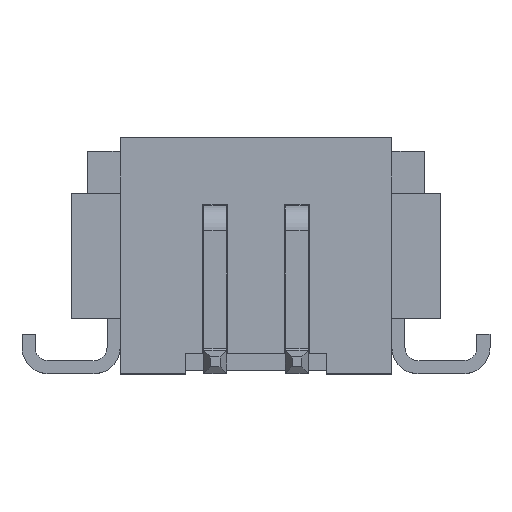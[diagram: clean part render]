
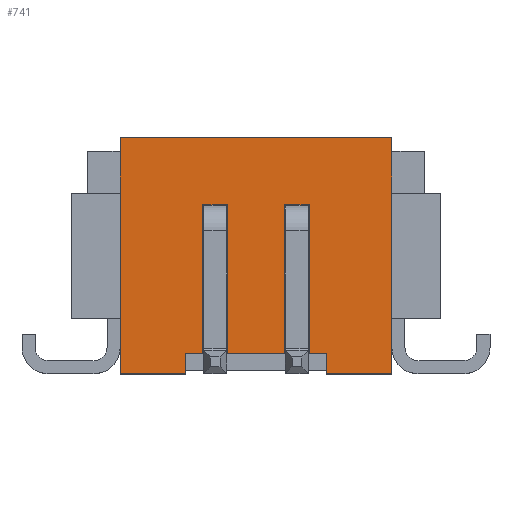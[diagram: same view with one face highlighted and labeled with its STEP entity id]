
A CAD part, top view. The second image highlights one B-rep face of the part: STEP entity #741.
In plain terms, the highlighted face is planar.
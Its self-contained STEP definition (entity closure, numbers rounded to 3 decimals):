
#82 = VECTOR ( 'NONE', #696, 1000. ) ;
#126 = FACE_OUTER_BOUND ( 'NONE', #4107, .T. ) ;
#131 = DIRECTION ( 'NONE',  ( 0., 0., 1. ) ) ;
#140 = VECTOR ( 'NONE', #2497, 1000. ) ;
#164 = CARTESIAN_POINT ( 'NONE',  ( -0.437, 0., -1.58 ) ) ;
#182 = VECTOR ( 'NONE', #1739, 1000. ) ;
#183 = CARTESIAN_POINT ( 'NONE',  ( -0.437, 0., -0.558 ) ) ;
#194 = AXIS2_PLACEMENT_3D ( 'NONE', #1303, #626, #3337 ) ;
#215 = DIRECTION ( 'NONE',  ( -1., 0., 0. ) ) ;
#239 = VECTOR ( 'NONE', #2526, 1000. ) ;
#254 = CARTESIAN_POINT ( 'NONE',  ( 2.075, 0., 2.02 ) ) ;
#283 = CARTESIAN_POINT ( 'NONE',  ( 1.081, 0., 2.02 ) ) ;
#360 = VERTEX_POINT ( 'NONE', #2725 ) ;
#382 = CARTESIAN_POINT ( 'NONE',  ( -2.075, 0., 2.02 ) ) ;
#390 = LINE ( 'NONE', #4045, #872 ) ;
#464 = CARTESIAN_POINT ( 'NONE',  ( -2.075, 0., -0.558 ) ) ;
#500 = CARTESIAN_POINT ( 'NONE',  ( 2.075, 0., -1.58 ) ) ;
#562 = ORIENTED_EDGE ( 'NONE', *, *, #3944, .T. ) ;
#626 = DIRECTION ( 'NONE',  ( 0., -1., 0. ) ) ;
#682 = DIRECTION ( 'NONE',  ( 0., 0., -1. ) ) ;
#696 = DIRECTION ( 'NONE',  ( -1., 0., 0. ) ) ;
#716 = CARTESIAN_POINT ( 'NONE',  ( -1.081, 0., 2.02 ) ) ;
#733 = ORIENTED_EDGE ( 'NONE', *, *, #1571, .T. ) ;
#740 = LINE ( 'NONE', #3373, #1585 ) ;
#741 = ADVANCED_FACE ( 'NONE', ( #126 ), #2557, .T. ) ;
#752 = LINE ( 'NONE', #837, #2213 ) ;
#759 = LINE ( 'NONE', #2858, #3868 ) ;
#837 = CARTESIAN_POINT ( 'NONE',  ( 0.437, 0., -1.58 ) ) ;
#872 = VECTOR ( 'NONE', #4017, 1000. ) ;
#962 = CARTESIAN_POINT ( 'NONE',  ( 1.081, 0., 1.72 ) ) ;
#1100 = DIRECTION ( 'NONE',  ( 1., 0., 0. ) ) ;
#1123 = VECTOR ( 'NONE', #2069, 1000. ) ;
#1125 = LINE ( 'NONE', #4299, #3293 ) ;
#1134 = EDGE_CURVE ( 'NONE', #1730, #2247, #3762, .T. ) ;
#1135 = VERTEX_POINT ( 'NONE', #500 ) ;
#1191 = VERTEX_POINT ( 'NONE', #3893 ) ;
#1247 = EDGE_CURVE ( 'NONE', #2247, #1191, #4279, .T. ) ;
#1303 = CARTESIAN_POINT ( 'NONE',  ( -2.075, 0., -1.58 ) ) ;
#1328 = CARTESIAN_POINT ( 'NONE',  ( 0.813, 0., 1.72 ) ) ;
#1374 = EDGE_CURVE ( 'NONE', #3210, #3738, #3659, .T. ) ;
#1511 = VERTEX_POINT ( 'NONE', #1328 ) ;
#1520 = CARTESIAN_POINT ( 'NONE',  ( 0.437, 0., -0.558 ) ) ;
#1539 = CARTESIAN_POINT ( 'NONE',  ( -1.081, 0., 1.72 ) ) ;
#1555 = EDGE_CURVE ( 'NONE', #1191, #360, #3805, .T. ) ;
#1571 = EDGE_CURVE ( 'NONE', #1135, #2939, #390, .T. ) ;
#1585 = VECTOR ( 'NONE', #2741, 1000. ) ;
#1717 = CARTESIAN_POINT ( 'NONE',  ( 1.081, 0., 1.72 ) ) ;
#1723 = CARTESIAN_POINT ( 'NONE',  ( 1.081, 0., 2.02 ) ) ;
#1730 = VERTEX_POINT ( 'NONE', #2112 ) ;
#1735 = LINE ( 'NONE', #3153, #3688 ) ;
#1739 = DIRECTION ( 'NONE',  ( 0., 0., -1. ) ) ;
#1751 = VECTOR ( 'NONE', #3404, 1000. ) ;
#1754 = CARTESIAN_POINT ( 'NONE',  ( -2.075, 0., 2.02 ) ) ;
#1774 = EDGE_CURVE ( 'NONE', #1835, #1999, #752, .T. ) ;
#1785 = LINE ( 'NONE', #1754, #2512 ) ;
#1830 = ORIENTED_EDGE ( 'NONE', *, *, #1134, .T. ) ;
#1835 = VERTEX_POINT ( 'NONE', #1520 ) ;
#1848 = CARTESIAN_POINT ( 'NONE',  ( 0.437, 0., 1.72 ) ) ;
#1856 = LINE ( 'NONE', #3761, #182 ) ;
#1871 = VECTOR ( 'NONE', #4282, 1000. ) ;
#1999 = VERTEX_POINT ( 'NONE', #1848 ) ;
#2003 = ORIENTED_EDGE ( 'NONE', *, *, #1555, .T. ) ;
#2069 = DIRECTION ( 'NONE',  ( 0., 0., 1. ) ) ;
#2087 = DIRECTION ( 'NONE',  ( -1., 0., 0. ) ) ;
#2097 = ORIENTED_EDGE ( 'NONE', *, *, #2943, .T. ) ;
#2108 = LINE ( 'NONE', #962, #3188 ) ;
#2112 = CARTESIAN_POINT ( 'NONE',  ( -0.437, 0., 1.72 ) ) ;
#2213 = VECTOR ( 'NONE', #131, 1000. ) ;
#2247 = VERTEX_POINT ( 'NONE', #183 ) ;
#2255 = ORIENTED_EDGE ( 'NONE', *, *, #2699, .F. ) ;
#2283 = ORIENTED_EDGE ( 'NONE', *, *, #1374, .T. ) ;
#2344 = ORIENTED_EDGE ( 'NONE', *, *, #2688, .T. ) ;
#2497 = DIRECTION ( 'NONE',  ( 0., 0., -1. ) ) ;
#2512 = VECTOR ( 'NONE', #2087, 1000. ) ;
#2526 = DIRECTION ( 'NONE',  ( -1., 0., 0. ) ) ;
#2557 = PLANE ( 'NONE',  #194 ) ;
#2561 = VECTOR ( 'NONE', #682, 1000. ) ;
#2632 = DIRECTION ( 'NONE',  ( -1., 0., 0. ) ) ;
#2688 = EDGE_CURVE ( 'NONE', #3099, #1835, #740, .T. ) ;
#2689 = CARTESIAN_POINT ( 'NONE',  ( -0.813, 0., -1.58 ) ) ;
#2698 = LINE ( 'NONE', #1723, #1123 ) ;
#2699 = EDGE_CURVE ( 'NONE', #3106, #3538, #3377, .T. ) ;
#2725 = CARTESIAN_POINT ( 'NONE',  ( -0.813, 0., 1.72 ) ) ;
#2741 = DIRECTION ( 'NONE',  ( -1., 0., 0. ) ) ;
#2848 = EDGE_CURVE ( 'NONE', #1511, #3099, #1856, .T. ) ;
#2858 = CARTESIAN_POINT ( 'NONE',  ( 1.081, 0., 1.72 ) ) ;
#2931 = VERTEX_POINT ( 'NONE', #283 ) ;
#2932 = EDGE_CURVE ( 'NONE', #1999, #1730, #2108, .T. ) ;
#2939 = VERTEX_POINT ( 'NONE', #254 ) ;
#2943 = EDGE_CURVE ( 'NONE', #3106, #3210, #1125, .T. ) ;
#2945 = CARTESIAN_POINT ( 'NONE',  ( -2.075, 0., -1.58 ) ) ;
#3034 = ORIENTED_EDGE ( 'NONE', *, *, #4224, .T. ) ;
#3099 = VERTEX_POINT ( 'NONE', #4055 ) ;
#3106 = VERTEX_POINT ( 'NONE', #3395 ) ;
#3118 = ORIENTED_EDGE ( 'NONE', *, *, #2848, .T. ) ;
#3137 = LINE ( 'NONE', #1717, #82 ) ;
#3149 = EDGE_CURVE ( 'NONE', #3748, #2931, #2698, .T. ) ;
#3153 = CARTESIAN_POINT ( 'NONE',  ( -2.075, 0., -1.58 ) ) ;
#3188 = VECTOR ( 'NONE', #3341, 1000. ) ;
#3210 = VERTEX_POINT ( 'NONE', #382 ) ;
#3293 = VECTOR ( 'NONE', #2632, 1000. ) ;
#3335 = ORIENTED_EDGE ( 'NONE', *, *, #1774, .T. ) ;
#3337 = DIRECTION ( 'NONE',  ( 0., 0., -1. ) ) ;
#3341 = DIRECTION ( 'NONE',  ( -1., 0., 0. ) ) ;
#3357 = CARTESIAN_POINT ( 'NONE',  ( 1.081, 0., 1.72 ) ) ;
#3373 = CARTESIAN_POINT ( 'NONE',  ( -2.075, 0., -0.558 ) ) ;
#3377 = LINE ( 'NONE', #716, #2561 ) ;
#3395 = CARTESIAN_POINT ( 'NONE',  ( -1.081, 0., 2.02 ) ) ;
#3396 = EDGE_CURVE ( 'NONE', #3738, #1135, #1735, .T. ) ;
#3404 = DIRECTION ( 'NONE',  ( 0., 0., 1. ) ) ;
#3459 = ORIENTED_EDGE ( 'NONE', *, *, #3149, .F. ) ;
#3461 = EDGE_CURVE ( 'NONE', #2939, #2931, #1785, .T. ) ;
#3538 = VERTEX_POINT ( 'NONE', #1539 ) ;
#3581 = ORIENTED_EDGE ( 'NONE', *, *, #2932, .T. ) ;
#3626 = CARTESIAN_POINT ( 'NONE',  ( -2.075, 0., -1.58 ) ) ;
#3659 = LINE ( 'NONE', #3626, #1871 ) ;
#3688 = VECTOR ( 'NONE', #1100, 1000. ) ;
#3738 = VERTEX_POINT ( 'NONE', #2945 ) ;
#3748 = VERTEX_POINT ( 'NONE', #3357 ) ;
#3761 = CARTESIAN_POINT ( 'NONE',  ( 0.813, 0., -1.58 ) ) ;
#3762 = LINE ( 'NONE', #164, #140 ) ;
#3805 = LINE ( 'NONE', #2689, #1751 ) ;
#3868 = VECTOR ( 'NONE', #215, 1000. ) ;
#3893 = CARTESIAN_POINT ( 'NONE',  ( -0.813, 0., -0.558 ) ) ;
#3944 = EDGE_CURVE ( 'NONE', #3748, #1511, #3137, .T. ) ;
#4017 = DIRECTION ( 'NONE',  ( 0., 0., 1. ) ) ;
#4030 = ORIENTED_EDGE ( 'NONE', *, *, #3396, .T. ) ;
#4045 = CARTESIAN_POINT ( 'NONE',  ( 2.075, 0., 2.02 ) ) ;
#4055 = CARTESIAN_POINT ( 'NONE',  ( 0.813, 0., -0.558 ) ) ;
#4107 = EDGE_LOOP ( 'NONE', ( #3459, #562, #3118, #2344, #3335, #3581, #1830, #4217, #2003, #3034, #2255, #2097, #2283, #4030, #733, #4206 ) ) ;
#4206 = ORIENTED_EDGE ( 'NONE', *, *, #3461, .T. ) ;
#4217 = ORIENTED_EDGE ( 'NONE', *, *, #1247, .T. ) ;
#4224 = EDGE_CURVE ( 'NONE', #360, #3538, #759, .T. ) ;
#4279 = LINE ( 'NONE', #464, #239 ) ;
#4282 = DIRECTION ( 'NONE',  ( 0., 0., -1. ) ) ;
#4299 = CARTESIAN_POINT ( 'NONE',  ( -2.075, 0., 2.02 ) ) ;
